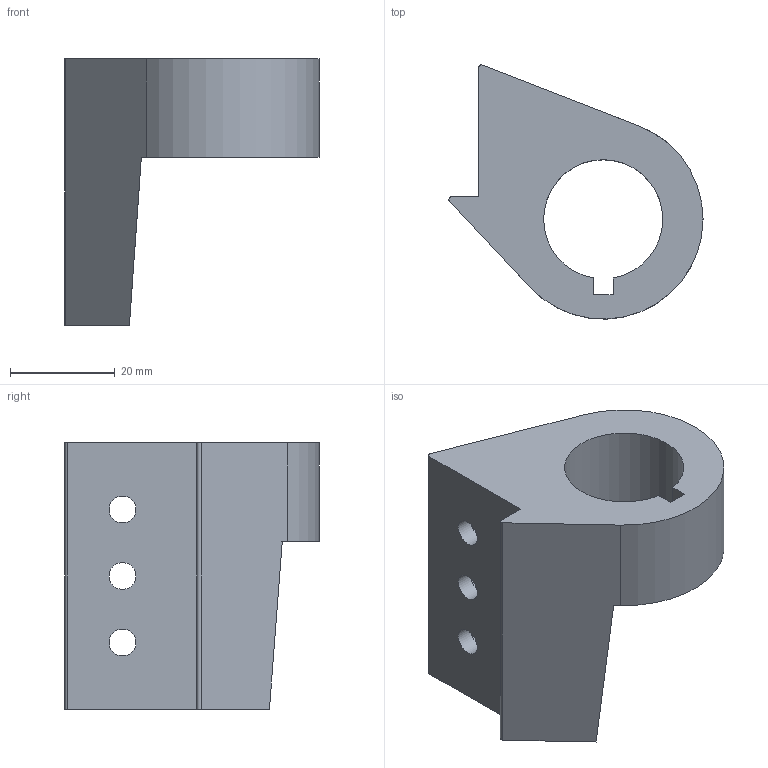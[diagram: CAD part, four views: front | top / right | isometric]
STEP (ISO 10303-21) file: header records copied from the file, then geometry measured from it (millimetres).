
FILE_DESCRIPTION(/* description */ ('STEP AP214'),/* implementation_level */ '2;1');
FILE_NAME(/* name */ '65c589bf5f58383adc4ca769',/* time_stamp */ '2024-02-09T02:11:12Z',/* author */ (''),/* organization */ (''),/* preprocessor_version */ 'ST-DEVELOPER v19.4',/* originating_system */ ' ',/* authorisation */ ' ');
FILE_SCHEMA (('AUTOMOTIVE_DESIGN {1 0 10303 214 3 1 1}'));
Length unit declared in the file: metre
Products named in the file (1): Part 3
Bounding box: 48.48 x 48.5 x 50.8 mm (x, y, z)
Volume: 27103.7 mm3; surface area: 10504 mm2
Topology: 1 solids, 1 shells, 24 faces, 65 edges, 45 vertices
Faces by surface type: plane 14, cylinder 10
Full cylindrical faces by diameter (mm): 5.105 x3, 9.525 x3
Entity records: 740 total; most frequent: CARTESIAN_POINT 128, DIRECTION 122, ORIENTED_EDGE 106, EDGE_CURVE 53, AXIS2_PLACEMENT_3D 45, EDGE_LOOP 40, FACE_BOUND 40, VERTEX_POINT 39
